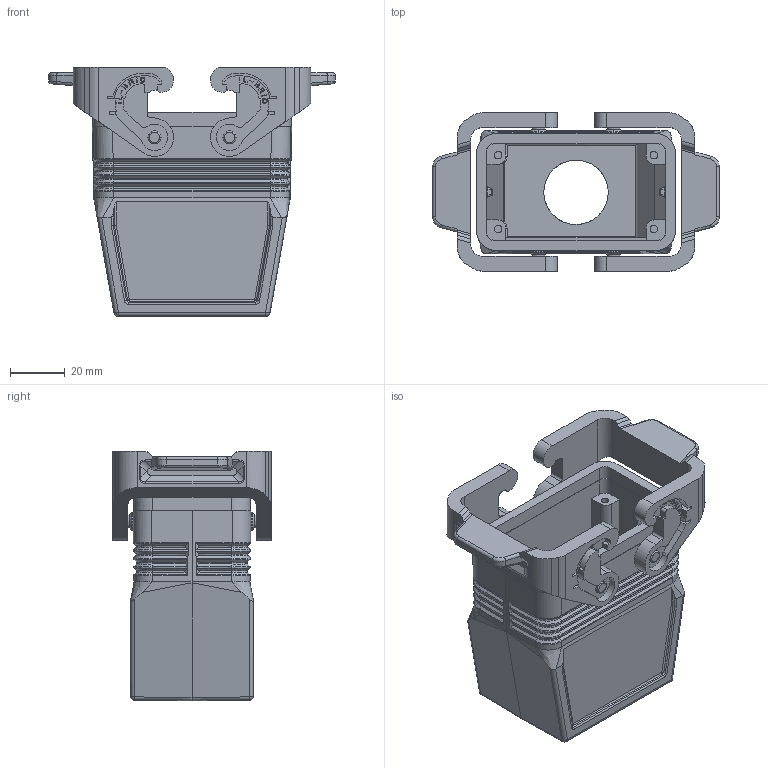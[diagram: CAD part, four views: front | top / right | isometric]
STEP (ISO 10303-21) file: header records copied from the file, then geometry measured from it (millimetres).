
FILE_DESCRIPTION(('Creo Elements/Direct Modeling STEP Export'),'2;1');
FILE_NAME('0ln7uvk5h77uug95420','2022-02-14T15:59:52',(''),(''),'Creo Elements/Direct Modeling STEP processor for AP214 (Solid Model)','Creo Elements/Direct Modeling 20.1B 02-Apr-2019 (C) Parametric Technology GmbH','');
FILE_SCHEMA(('AUTOMOTIVE_DESIGN { 1 0 10303 214 1 1 1 1 }'));
Products named in the file (2): MLFV_10_G25
Assembly tree (1 placements, depth 2):
  MLFV_10_G25
    MLFV_10_G25
Bounding box: 105 x 58 x 91.45 mm (x, y, z)
Volume: 97217 mm3; surface area: 49862.1 mm2
Topology: 1 solids, 1 shells, 1474 faces, 3953 edges, 2530 vertices
Faces by surface type: plane 957, cylinder 331, bspline 114, extrusion 28, torus 22, sphere 14, cone 8
Entity records: 84511 total; most frequent: CARTESIAN_POINT 37216, ORIENTED_EDGE 7878, DIRECTION 6651, EDGE_CURVE 3939, VECTOR 2975, LINE 2947, VERTEX_POINT 2530, AXIS2_PLACEMENT_3D 1838
